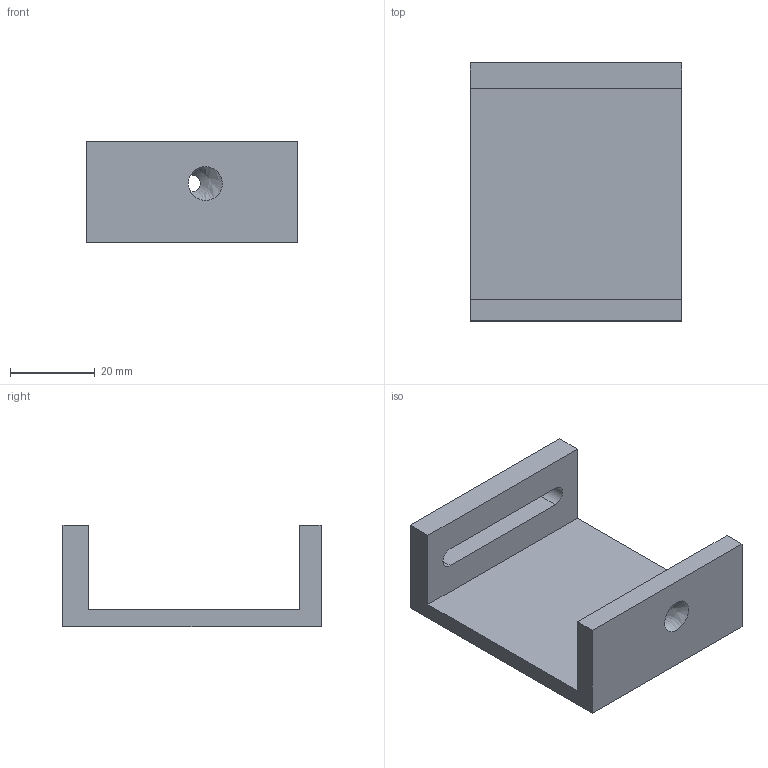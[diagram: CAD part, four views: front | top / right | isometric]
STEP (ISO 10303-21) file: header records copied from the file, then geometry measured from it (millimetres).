
FILE_DESCRIPTION(/* description */ (''),/* implementation_level */ '2;1');
FILE_NAME(/* name */ 'Soporte Separadores.stp',/* time_stamp */ '2025-01-31T13:06:48-05:00',/* author */ ('sara_'),/* organization */ (''),/* preprocessor_version */ 'ST-DEVELOPER v19.2',/* originating_system */ 'Autodesk Inventor 2024',/* authorisation */ '');
FILE_SCHEMA (('AUTOMOTIVE_DESIGN { 1 0 10303 214 3 1 1 }'));
Length unit declared in the file: millimetre
Products named in the file (1): Soporte Separadores
Bounding box: 50 x 61 x 24 mm (x, y, z)
Volume: 21969.6 mm3; surface area: 11605.7 mm2
Topology: 1 solids, 1 shells, 16 faces, 44 edges, 30 vertices
Faces by surface type: plane 12, cylinder 3, bspline 1
Full cylindrical faces by diameter (mm): 4 x1
Entity records: 577 total; most frequent: CARTESIAN_POINT 109, ORIENTED_EDGE 88, DIRECTION 85, EDGE_CURVE 44, LINE 33, VECTOR 33, VERTEX_POINT 30, AXIS2_PLACEMENT_3D 26
